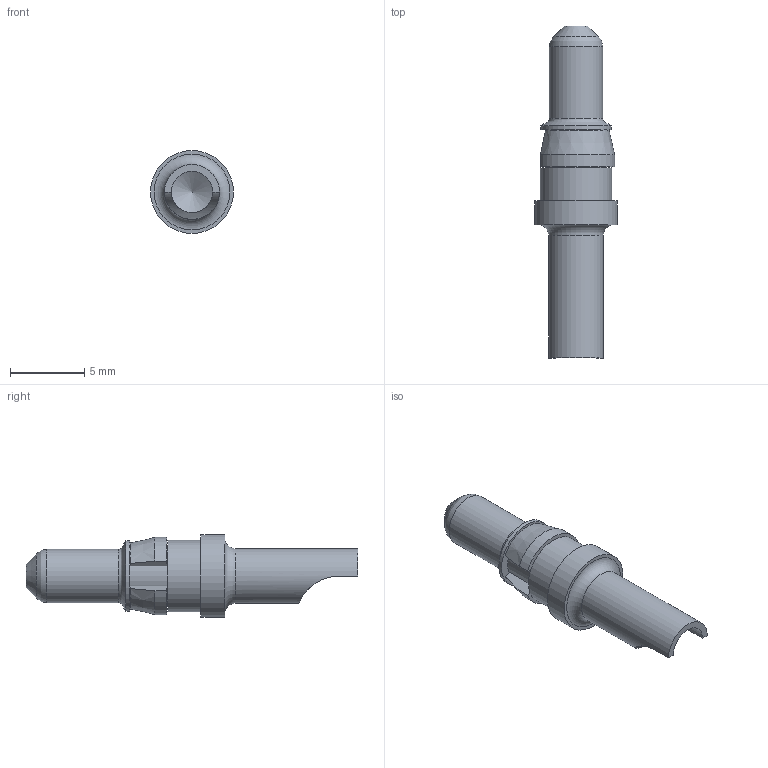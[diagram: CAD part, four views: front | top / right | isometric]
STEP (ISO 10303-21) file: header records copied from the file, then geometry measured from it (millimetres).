
FILE_DESCRIPTION(/* description */ (''),/* implementation_level */ '2;1');
FILE_NAME(/* name */ '100556713ugm000_a.stp',/* time_stamp */ '2013-11-28T14:49:29+01:00',/* author */ (''),/* organization */ (''),/* preprocessor_version */ 'ST-DEVELOPER v15',/* originating_system */ 'SIEMENS PLM Software NX 8.5',/* authorisation */ '');
FILE_SCHEMA (('AUTOMOTIVE_DESIGN { 1 0 10303 214 3 1 1 1 }'));
Length unit declared in the file: millimetre
Products named in the file (1): 100556713ugm000_a
Bounding box: 5.6 x 22.4 x 5.6 mm (x, y, z)
Volume: 235.5 mm3; surface area: 391.4 mm2
Topology: 1 solids, 1 shells, 28 faces, 65 edges, 42 vertices
Faces by surface type: plane 12, cylinder 9, cone 4, bspline 2, torus 1
Full cylindrical faces by diameter (mm): 2.8 x1, 3.6 x2, 3.7 x1, 4.75 x1, 4.8 x1, 5.6 x1
Entity records: 782 total; most frequent: CARTESIAN_POINT 183, DIRECTION 124, ORIENTED_EDGE 92, AXIS2_PLACEMENT_3D 53, EDGE_CURVE 46, EDGE_LOOP 45, VERTEX_POINT 38, FACE_BOUND 35
